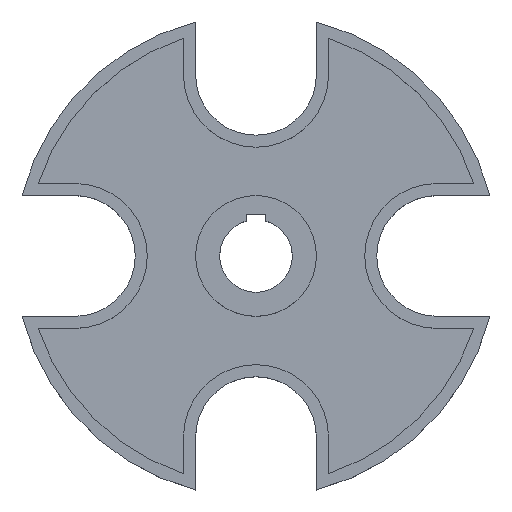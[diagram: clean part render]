
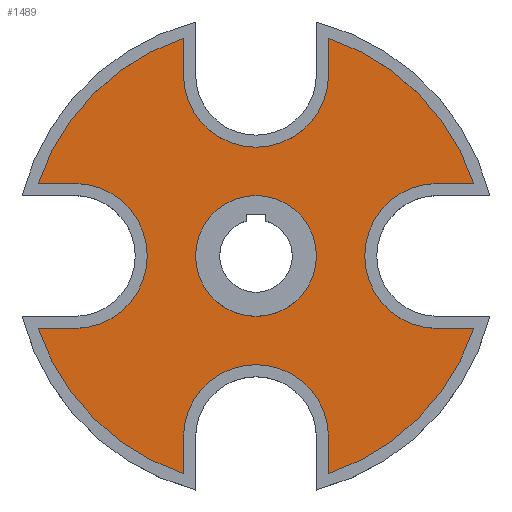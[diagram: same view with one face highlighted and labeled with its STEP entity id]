
A CAD part, top view. The second image highlights one B-rep face of the part: STEP entity #1489.
In plain terms, the highlighted planar face has unit normal (0, 0, 1).
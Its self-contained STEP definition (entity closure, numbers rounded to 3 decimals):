
#904=CARTESIAN_POINT('',(25.,0.,19.));
#905=VERTEX_POINT('',#904);
#906=CARTESIAN_POINT('',(-25.,0.,19.));
#907=VERTEX_POINT('',#906);
#908=CARTESIAN_POINT('',(0.,0.,19.));
#909=DIRECTION('',(1.,0.,0.));
#910=DIRECTION('',(0.,0.,1.));
#911=AXIS2_PLACEMENT_3D('',#908,#910,#909);
#912=CIRCLE('',#911,25.);
#913=EDGE_CURVE('',#905,#907,#912,.T.);
#940=CARTESIAN_POINT('',(0.,0.,19.));
#941=DIRECTION('',(-1.,0.,0.));
#942=DIRECTION('',(0.,0.,1.));
#943=AXIS2_PLACEMENT_3D('',#940,#942,#941);
#944=CIRCLE('',#943,25.);
#945=EDGE_CURVE('',#907,#905,#944,.T.);
#966=CARTESIAN_POINT('',(30.,-90.139,19.));
#967=VERTEX_POINT('',#966);
#974=CARTESIAN_POINT('',(90.139,-30.,19.));
#975=VERTEX_POINT('',#974);
#976=CARTESIAN_POINT('',(0.,0.,19.));
#977=DIRECTION('',(0.949,-0.316,0.));
#978=DIRECTION('',(0.,0.,-1.));
#979=AXIS2_PLACEMENT_3D('',#976,#978,#977);
#980=CIRCLE('',#979,95.);
#981=EDGE_CURVE('',#975,#967,#980,.T.);
#1006=CARTESIAN_POINT('',(75.,-30.,19.));
#1007=VERTEX_POINT('',#1006);
#1008=CARTESIAN_POINT('',(75.,-30.,19.));
#1009=DIRECTION('',(1.,0.,0.));
#1010=VECTOR('',#1009,15.139);
#1011=LINE('',#1008,#1010);
#1012=EDGE_CURVE('',#1007,#975,#1011,.T.);
#1037=CARTESIAN_POINT('',(75.,30.,19.));
#1038=VERTEX_POINT('',#1037);
#1045=CARTESIAN_POINT('',(75.,0.,19.));
#1046=DIRECTION('',(0.,1.,0.));
#1047=DIRECTION('',(0.,0.,1.));
#1048=AXIS2_PLACEMENT_3D('',#1045,#1047,#1046);
#1049=CIRCLE('',#1048,30.);
#1050=EDGE_CURVE('',#1038,#1007,#1049,.T.);
#1070=CARTESIAN_POINT('',(90.139,30.,19.));
#1071=VERTEX_POINT('',#1070);
#1072=CARTESIAN_POINT('',(90.139,30.,19.));
#1073=DIRECTION('',(-1.,0.,0.));
#1074=VECTOR('',#1073,15.139);
#1075=LINE('',#1072,#1074);
#1076=EDGE_CURVE('',#1071,#1038,#1075,.T.);
#1102=CARTESIAN_POINT('',(30.,90.139,19.));
#1103=VERTEX_POINT('',#1102);
#1104=CARTESIAN_POINT('',(0.,0.,19.));
#1105=DIRECTION('',(0.316,0.949,0.));
#1106=DIRECTION('',(0.,0.,-1.));
#1107=AXIS2_PLACEMENT_3D('',#1104,#1106,#1105);
#1108=CIRCLE('',#1107,95.);
#1109=EDGE_CURVE('',#1103,#1071,#1108,.T.);
#1134=CARTESIAN_POINT('',(30.,75.,19.));
#1135=VERTEX_POINT('',#1134);
#1136=CARTESIAN_POINT('',(30.,75.,19.));
#1137=DIRECTION('',(0.,1.,0.));
#1138=VECTOR('',#1137,15.139);
#1139=LINE('',#1136,#1138);
#1140=EDGE_CURVE('',#1135,#1103,#1139,.T.);
#1165=CARTESIAN_POINT('',(-30.,75.,19.));
#1166=VERTEX_POINT('',#1165);
#1173=CARTESIAN_POINT('',(0.,75.,19.));
#1174=DIRECTION('',(-1.,0.,0.));
#1175=DIRECTION('',(0.,0.,1.));
#1176=AXIS2_PLACEMENT_3D('',#1173,#1175,#1174);
#1177=CIRCLE('',#1176,30.);
#1178=EDGE_CURVE('',#1166,#1135,#1177,.T.);
#1198=CARTESIAN_POINT('',(-30.,90.139,19.));
#1199=VERTEX_POINT('',#1198);
#1200=CARTESIAN_POINT('',(-30.,90.139,19.));
#1201=DIRECTION('',(0.,-1.,0.));
#1202=VECTOR('',#1201,15.139);
#1203=LINE('',#1200,#1202);
#1204=EDGE_CURVE('',#1199,#1166,#1203,.T.);
#1230=CARTESIAN_POINT('',(-90.139,30.,19.));
#1231=VERTEX_POINT('',#1230);
#1232=CARTESIAN_POINT('',(0.,0.,19.));
#1233=DIRECTION('',(-0.949,0.316,0.));
#1234=DIRECTION('',(0.,0.,-1.));
#1235=AXIS2_PLACEMENT_3D('',#1232,#1234,#1233);
#1236=CIRCLE('',#1235,95.);
#1237=EDGE_CURVE('',#1231,#1199,#1236,.T.);
#1262=CARTESIAN_POINT('',(-75.,30.,19.));
#1263=VERTEX_POINT('',#1262);
#1264=CARTESIAN_POINT('',(-75.,30.,19.));
#1265=DIRECTION('',(-1.,0.,0.));
#1266=VECTOR('',#1265,15.139);
#1267=LINE('',#1264,#1266);
#1268=EDGE_CURVE('',#1263,#1231,#1267,.T.);
#1293=CARTESIAN_POINT('',(-75.,-30.,19.));
#1294=VERTEX_POINT('',#1293);
#1301=CARTESIAN_POINT('',(-75.,0.,19.));
#1302=DIRECTION('',(0.,-1.,0.));
#1303=DIRECTION('',(0.,0.,1.));
#1304=AXIS2_PLACEMENT_3D('',#1301,#1303,#1302);
#1305=CIRCLE('',#1304,30.);
#1306=EDGE_CURVE('',#1294,#1263,#1305,.T.);
#1326=CARTESIAN_POINT('',(-90.139,-30.,19.));
#1327=VERTEX_POINT('',#1326);
#1328=CARTESIAN_POINT('',(-90.139,-30.,19.));
#1329=DIRECTION('',(1.,0.,0.));
#1330=VECTOR('',#1329,15.139);
#1331=LINE('',#1328,#1330);
#1332=EDGE_CURVE('',#1327,#1294,#1331,.T.);
#1358=CARTESIAN_POINT('',(-30.,-90.139,19.));
#1359=VERTEX_POINT('',#1358);
#1360=CARTESIAN_POINT('',(0.,0.,19.));
#1361=DIRECTION('',(-0.316,-0.949,0.));
#1362=DIRECTION('',(0.,0.,-1.));
#1363=AXIS2_PLACEMENT_3D('',#1360,#1362,#1361);
#1364=CIRCLE('',#1363,95.);
#1365=EDGE_CURVE('',#1359,#1327,#1364,.T.);
#1390=CARTESIAN_POINT('',(-30.,-75.,19.));
#1391=VERTEX_POINT('',#1390);
#1392=CARTESIAN_POINT('',(-30.,-75.,19.));
#1393=DIRECTION('',(0.,-1.,0.));
#1394=VECTOR('',#1393,15.139);
#1395=LINE('',#1392,#1394);
#1396=EDGE_CURVE('',#1391,#1359,#1395,.T.);
#1421=CARTESIAN_POINT('',(30.,-75.,19.));
#1422=VERTEX_POINT('',#1421);
#1429=CARTESIAN_POINT('',(0.,-75.,19.));
#1430=DIRECTION('',(1.,0.,0.));
#1431=DIRECTION('',(0.,0.,1.));
#1432=AXIS2_PLACEMENT_3D('',#1429,#1431,#1430);
#1433=CIRCLE('',#1432,30.);
#1434=EDGE_CURVE('',#1422,#1391,#1433,.T.);
#1452=CARTESIAN_POINT('',(30.,-90.139,19.));
#1453=DIRECTION('',(0.,1.,0.));
#1454=VECTOR('',#1453,15.139);
#1455=LINE('',#1452,#1454);
#1456=EDGE_CURVE('',#967,#1422,#1455,.T.);
#1462=CARTESIAN_POINT('',(0.,0.,19.));
#1463=DIRECTION('',(1.,0.,0.));
#1464=DIRECTION('',(0.,0.,1.));
#1465=AXIS2_PLACEMENT_3D('',#1462,#1464,#1463);
#1466=PLANE('',#1465);
#1467=ORIENTED_EDGE('',*,*,#1456,.F.);
#1468=ORIENTED_EDGE('',*,*,#981,.F.);
#1469=ORIENTED_EDGE('',*,*,#1012,.F.);
#1470=ORIENTED_EDGE('',*,*,#1050,.F.);
#1471=ORIENTED_EDGE('',*,*,#1076,.F.);
#1472=ORIENTED_EDGE('',*,*,#1109,.F.);
#1473=ORIENTED_EDGE('',*,*,#1140,.F.);
#1474=ORIENTED_EDGE('',*,*,#1178,.F.);
#1475=ORIENTED_EDGE('',*,*,#1204,.F.);
#1476=ORIENTED_EDGE('',*,*,#1237,.F.);
#1477=ORIENTED_EDGE('',*,*,#1268,.F.);
#1478=ORIENTED_EDGE('',*,*,#1306,.F.);
#1479=ORIENTED_EDGE('',*,*,#1332,.F.);
#1480=ORIENTED_EDGE('',*,*,#1365,.F.);
#1481=ORIENTED_EDGE('',*,*,#1396,.F.);
#1482=ORIENTED_EDGE('',*,*,#1434,.F.);
#1483=EDGE_LOOP('',(#1467,#1468,#1469,#1470,#1471,#1472,#1473,#1474,#1475,#1476,#1477,#1478,#1479,#1480,#1481,#1482));
#1484=FACE_OUTER_BOUND('',#1483,.T.);
#1485=ORIENTED_EDGE('',*,*,#945,.F.);
#1486=ORIENTED_EDGE('',*,*,#913,.F.);
#1487=EDGE_LOOP('',(#1485,#1486));
#1488=FACE_BOUND('',#1487,.T.);
#1489=ADVANCED_FACE('F41',(#1484,#1488),#1466,.T.);
